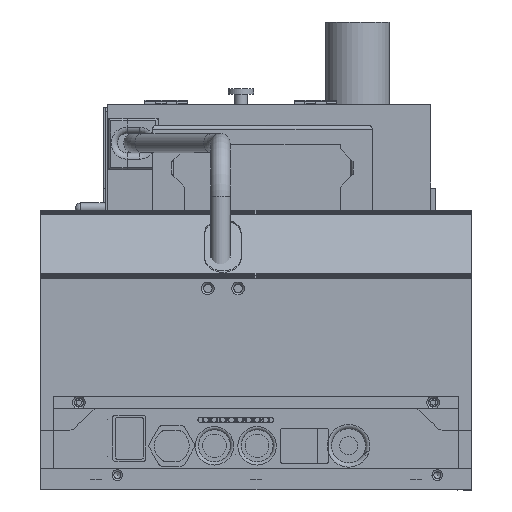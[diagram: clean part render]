
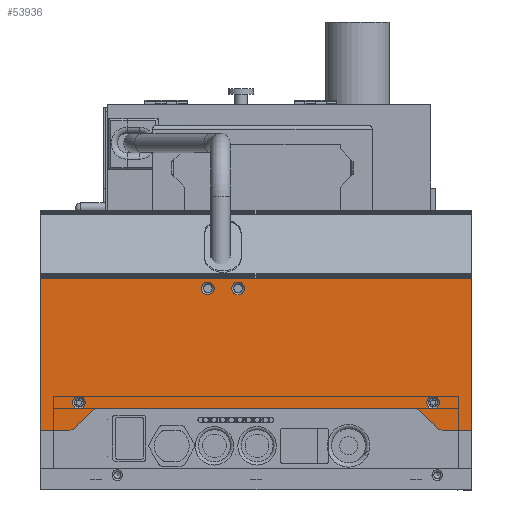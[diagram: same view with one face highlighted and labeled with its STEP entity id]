
A CAD part, left-side view. The second image highlights one B-rep face of the part: STEP entity #53936.
In plain terms, the highlighted planar face has unit normal (-1, 0, 0).
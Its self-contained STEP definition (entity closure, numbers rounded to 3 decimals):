
#1026=PLANE('',#51317);
#2516=CIRCLE('',#51318,5.1);
#2517=CIRCLE('',#51319,4.9);
#2518=CIRCLE('',#51320,4.9);
#2519=CIRCLE('',#51321,5.1);
#2520=CIRCLE('',#51322,3.);
#2521=CIRCLE('',#51323,3.);
#2522=CIRCLE('',#51324,3.);
#2523=CIRCLE('',#51325,3.);
#9251=ORIENTED_EDGE('',*,*,#21149,.F.);
#9252=ORIENTED_EDGE('',*,*,#21150,.F.);
#9253=ORIENTED_EDGE('',*,*,#21140,.F.);
#9254=ORIENTED_EDGE('',*,*,#21144,.F.);
#9255=ORIENTED_EDGE('',*,*,#21146,.F.);
#9256=ORIENTED_EDGE('',*,*,#21151,.T.);
#9257=ORIENTED_EDGE('',*,*,#21152,.F.);
#9258=ORIENTED_EDGE('',*,*,#21153,.F.);
#9259=ORIENTED_EDGE('',*,*,#21154,.F.);
#9260=ORIENTED_EDGE('',*,*,#21155,.F.);
#9261=ORIENTED_EDGE('',*,*,#21156,.F.);
#9262=ORIENTED_EDGE('',*,*,#21157,.T.);
#9263=ORIENTED_EDGE('',*,*,#21158,.F.);
#9264=ORIENTED_EDGE('',*,*,#21159,.F.);
#9265=ORIENTED_EDGE('',*,*,#21160,.F.);
#9266=ORIENTED_EDGE('',*,*,#21161,.F.);
#12430=VECTOR('',#34338,1.);
#12434=VECTOR('',#34344,1.);
#12436=VECTOR('',#34348,1.);
#12439=VECTOR('',#34353,1.);
#12440=VECTOR('',#34354,1.);
#12441=VECTOR('',#34357,1.);
#12442=VECTOR('',#34360,1.);
#12443=VECTOR('',#34363,1.);
#14695=LINE('',#42719,#12430);
#14699=LINE('',#42727,#12434);
#14701=LINE('',#42731,#12436);
#14704=LINE('',#42738,#12439);
#14705=LINE('',#42739,#12440);
#14706=LINE('',#42743,#12441);
#14707=LINE('',#42747,#12442);
#14708=LINE('',#42751,#12443);
#17399=VERTEX_POINT('',#42715);
#17401=VERTEX_POINT('',#42718);
#17404=VERTEX_POINT('',#42725);
#17405=VERTEX_POINT('',#42730);
#17407=VERTEX_POINT('',#42736);
#17408=VERTEX_POINT('',#42737);
#17409=VERTEX_POINT('',#42740);
#17410=VERTEX_POINT('',#42742);
#17411=VERTEX_POINT('',#42744);
#17412=VERTEX_POINT('',#42746);
#17413=VERTEX_POINT('',#42748);
#17414=VERTEX_POINT('',#42750);
#17415=VERTEX_POINT('',#42753);
#17416=VERTEX_POINT('',#42755);
#17417=VERTEX_POINT('',#42757);
#17418=VERTEX_POINT('',#42759);
#21140=EDGE_CURVE('',#17399,#17401,#14695,.T.);
#21144=EDGE_CURVE('',#17404,#17399,#14699,.T.);
#21146=EDGE_CURVE('',#17405,#17404,#14701,.T.);
#21149=EDGE_CURVE('',#17407,#17408,#14704,.T.);
#21150=EDGE_CURVE('',#17401,#17407,#14705,.T.);
#21151=EDGE_CURVE('',#17405,#17409,#2516,.T.);
#21152=EDGE_CURVE('',#17410,#17409,#14706,.T.);
#21153=EDGE_CURVE('',#17411,#17410,#2517,.T.);
#21154=EDGE_CURVE('',#17412,#17411,#14707,.T.);
#21155=EDGE_CURVE('',#17413,#17412,#2518,.T.);
#21156=EDGE_CURVE('',#17414,#17413,#14708,.T.);
#21157=EDGE_CURVE('',#17414,#17408,#2519,.T.);
#21158=EDGE_CURVE('',#17415,#17415,#2520,.T.);
#21159=EDGE_CURVE('',#17416,#17416,#2521,.T.);
#21160=EDGE_CURVE('',#17417,#17417,#2522,.T.);
#21161=EDGE_CURVE('',#17418,#17418,#2523,.T.);
#23888=EDGE_LOOP('',(#9251,#9252,#9253,#9254,#9255,#9256,#9257,#9258,#9259,
#9260,#9261,#9262));
#23889=EDGE_LOOP('',(#9263));
#23890=EDGE_LOOP('',(#9264));
#23891=EDGE_LOOP('',(#9265));
#23892=EDGE_LOOP('',(#9266));
#26446=FACE_BOUND('',#23888,.T.);
#26447=FACE_BOUND('',#23889,.T.);
#26448=FACE_BOUND('',#23890,.T.);
#26449=FACE_BOUND('',#23891,.T.);
#26450=FACE_BOUND('',#23892,.T.);
#34338=DIRECTION('',(0.,-202.,0.));
#34344=DIRECTION('',(0.,0.,70.964));
#34348=DIRECTION('',(0.,12.888,0.));
#34351=DIRECTION('',(-1.,0.,0.));
#34352=DIRECTION('',(0.,1.,0.));
#34353=DIRECTION('',(0.,12.888,0.));
#34354=DIRECTION('',(0.,0.,-70.964));
#34355=DIRECTION('',(-1.,0.,0.));
#34356=DIRECTION('',(0.,5.1,0.));
#34357=DIRECTION('',(0.,7.471,-7.471));
#34358=DIRECTION('',(-1.,0.,0.));
#34359=DIRECTION('',(0.,4.9,0.));
#34360=DIRECTION('',(0.,147.141,0.));
#34361=DIRECTION('',(-1.,0.,0.));
#34362=DIRECTION('',(0.,4.9,0.));
#34363=DIRECTION('',(0.,7.471,7.471));
#34364=DIRECTION('',(-1.,0.,0.));
#34365=DIRECTION('',(0.,5.1,0.));
#34366=DIRECTION('',(-1.,0.,0.));
#34367=DIRECTION('',(0.,-3.,0.));
#34368=DIRECTION('',(-1.,0.,0.));
#34369=DIRECTION('',(0.,-3.,0.));
#34370=DIRECTION('',(-1.,0.,0.));
#34371=DIRECTION('',(0.,0.,-3.));
#34372=DIRECTION('',(-1.,0.,0.));
#34373=DIRECTION('',(0.,0.,-3.));
#42715=CARTESIAN_POINT('',(-1.5,41.5,98.964));
#42718=CARTESIAN_POINT('',(-1.5,-160.5,98.964));
#42719=CARTESIAN_POINT('',(-1.5,41.5,98.964));
#42725=CARTESIAN_POINT('',(-1.5,41.5,28.));
#42727=CARTESIAN_POINT('',(-1.5,41.5,28.));
#42730=CARTESIAN_POINT('',(-1.5,28.612,28.));
#42731=CARTESIAN_POINT('',(-1.5,28.612,28.));
#42735=CARTESIAN_POINT('',(-1.5,41.5,98.964));
#42736=CARTESIAN_POINT('',(-1.5,-160.5,28.));
#42737=CARTESIAN_POINT('',(-1.5,-147.612,28.));
#42738=CARTESIAN_POINT('',(-1.5,-160.5,28.));
#42739=CARTESIAN_POINT('',(-1.5,-160.5,98.964));
#42740=CARTESIAN_POINT('',(-1.5,25.006,29.494));
#42741=CARTESIAN_POINT('',(-1.5,28.612,33.1));
#42742=CARTESIAN_POINT('',(-1.5,17.535,36.965));
#42743=CARTESIAN_POINT('',(-1.5,17.535,36.965));
#42744=CARTESIAN_POINT('',(-1.5,14.07,38.4));
#42745=CARTESIAN_POINT('',(-1.5,14.07,33.5));
#42746=CARTESIAN_POINT('',(-1.5,-133.07,38.4));
#42747=CARTESIAN_POINT('',(-1.5,-133.07,38.4));
#42748=CARTESIAN_POINT('',(-1.5,-136.535,36.965));
#42749=CARTESIAN_POINT('',(-1.5,-133.07,33.5));
#42750=CARTESIAN_POINT('',(-1.5,-144.006,29.494));
#42751=CARTESIAN_POINT('',(-1.5,-144.006,29.494));
#42752=CARTESIAN_POINT('',(-1.5,-147.612,33.1));
#42753=CARTESIAN_POINT('',(-1.5,-54.1,94.5));
#42754=CARTESIAN_POINT('',(-1.5,-51.1,94.5));
#42755=CARTESIAN_POINT('',(-1.5,-39.9,94.5));
#42756=CARTESIAN_POINT('',(-1.5,-36.9,94.5));
#42757=CARTESIAN_POINT('',(-1.5,23.5,38.));
#42758=CARTESIAN_POINT('',(-1.5,23.5,41.));
#42759=CARTESIAN_POINT('',(-1.5,-142.5,38.));
#42760=CARTESIAN_POINT('',(-1.5,-142.5,41.));
#51317=AXIS2_PLACEMENT_3D('',#42735,#34351,#34352);
#51318=AXIS2_PLACEMENT_3D('',#42741,#34355,#34356);
#51319=AXIS2_PLACEMENT_3D('',#42745,#34358,#34359);
#51320=AXIS2_PLACEMENT_3D('',#42749,#34361,#34362);
#51321=AXIS2_PLACEMENT_3D('',#42752,#34364,#34365);
#51322=AXIS2_PLACEMENT_3D('',#42754,#34366,#34367);
#51323=AXIS2_PLACEMENT_3D('',#42756,#34368,#34369);
#51324=AXIS2_PLACEMENT_3D('',#42758,#34370,#34371);
#51325=AXIS2_PLACEMENT_3D('',#42760,#34372,#34373);
#53936=ADVANCED_FACE('',(#26446,#26447,#26448,#26449,#26450),#1026,.T.);
